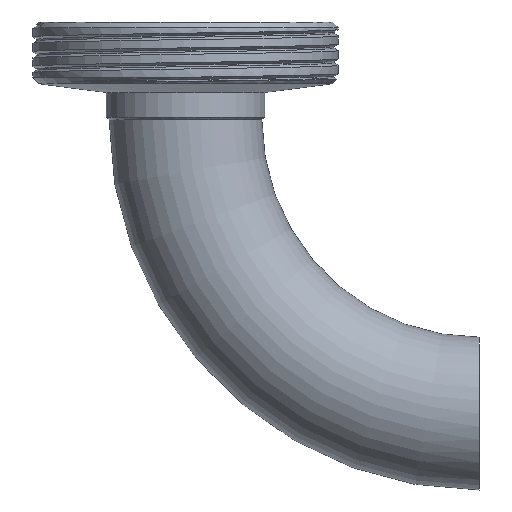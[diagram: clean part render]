
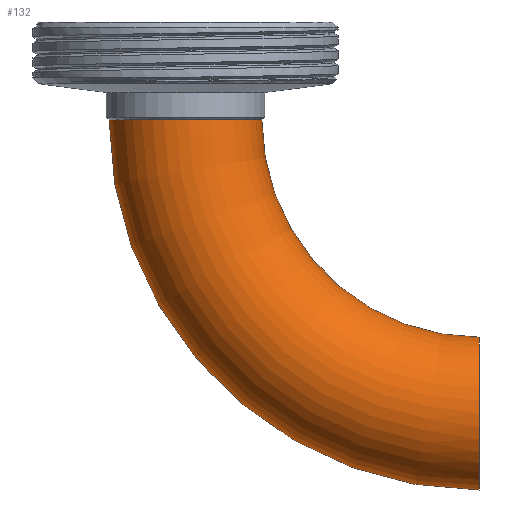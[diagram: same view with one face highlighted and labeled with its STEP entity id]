
A CAD part, front view. The second image highlights one B-rep face of the part: STEP entity #132.
In plain terms, the highlighted toroidal (fillet/blend) face has major radius 50 mm and minor radius 13 mm.
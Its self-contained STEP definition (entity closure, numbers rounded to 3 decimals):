
#74 = ORIENTED_EDGE ( 'NONE', *, *, #1202, .T. ) ;
#75 = CARTESIAN_POINT ( 'NONE',  ( -37., 0., -16.68 ) ) ;
#103 = AXIS2_PLACEMENT_3D ( 'NONE', #1036, #1723, #871 ) ;
#132 = ADVANCED_FACE ( 'NONE', ( #1711 ), #1175, .T. ) ;
#135 = CARTESIAN_POINT ( 'NONE',  ( -56.855, -11.054, -16.68 ) ) ;
#146 = CARTESIAN_POINT ( 'NONE',  ( -61.85, -5.363, -16.68 ) ) ;
#164 = CARTESIAN_POINT ( 'NONE',  ( -60.316, -7.923, -16.68 ) ) ;
#186 = CARTESIAN_POINT ( 'NONE',  ( -46.618, -12.581, -16.68 ) ) ;
#215 = DIRECTION ( 'NONE',  ( -1., 0., 0. ) ) ;
#226 = CARTESIAN_POINT ( 'NONE',  ( -37., 0., -16.68 ) ) ;
#308 = CARTESIAN_POINT ( 'NONE',  ( -63., -0.424, -16.68 ) ) ;
#319 = CARTESIAN_POINT ( 'NONE',  ( -62.583, -3.375, -16.68 ) ) ;
#335 = CARTESIAN_POINT ( 'NONE',  ( -38.737, -6.506, -16.68 ) ) ;
#341 = CIRCLE ( 'NONE', #1191, 63. ) ;
#347 = CARTESIAN_POINT ( 'NONE',  ( -54.172, -12.32, -16.68 ) ) ;
#357 = CARTESIAN_POINT ( 'NONE',  ( -51.683, -12.919, -16.68 ) ) ;
#368 = DIRECTION ( 'NONE',  ( 0., 0., 1. ) ) ;
#410 = CIRCLE ( 'NONE', #1653, 37. ) ;
#511 = CARTESIAN_POINT ( 'NONE',  ( -62.979, -0.848, -16.68 ) ) ;
#528 = VERTEX_POINT ( 'NONE', #736 ) ;
#550 = CARTESIAN_POINT ( 'NONE',  ( -37.105, -1.702, -16.68 ) ) ;
#562 = DIRECTION ( 'NONE',  ( 0., -1., 0. ) ) ;
#591 = ORIENTED_EDGE ( 'NONE', *, *, #2074, .F. ) ;
#638 = CARTESIAN_POINT ( 'NONE',  ( -40.198, -8.583, -16.68 ) ) ;
#647 = CARTESIAN_POINT ( 'NONE',  ( -52.94, -12.67, -16.68 ) ) ;
#660 = CARTESIAN_POINT ( 'NONE',  ( -53.358, -12.566, -16.68 ) ) ;
#672 = CARTESIAN_POINT ( 'NONE',  ( -37.662, -4.184, -16.68 ) ) ;
#696 = DIRECTION ( 'NONE',  ( 0., 0., -1. ) ) ;
#736 = CARTESIAN_POINT ( 'NONE',  ( 0., 0., -79.658 ) ) ;
#738 = CARTESIAN_POINT ( 'NONE',  ( 0., 0., -66.658 ) ) ;
#816 = CARTESIAN_POINT ( 'NONE',  ( -55.736, -11.674, -16.68 ) ) ;
#828 = CARTESIAN_POINT ( 'NONE',  ( -43.123, -11.04, -16.68 ) ) ;
#845 = CARTESIAN_POINT ( 'NONE',  ( -49.568, -13., -16.68 ) ) ;
#846 = VERTEX_POINT ( 'NONE', #75 ) ;
#858 = CARTESIAN_POINT ( 'NONE',  ( -59.483, -8.902, -16.68 ) ) ;
#867 = CARTESIAN_POINT ( 'NONE',  ( -44.628, -11.846, -16.68 ) ) ;
#871 = DIRECTION ( 'NONE',  ( 0., 0., -1. ) ) ;
#888 = CARTESIAN_POINT ( 'NONE',  ( 0., 0., -53.658 ) ) ;
#900 = CARTESIAN_POINT ( 'NONE',  ( -63., 0., -16.68 ) ) ;
#984 = CARTESIAN_POINT ( 'NONE',  ( -59.772, -8.584, -16.68 ) ) ;
#1002 = B_SPLINE_CURVE_WITH_KNOTS ( 'NONE', 3,
 ( #1176, #308, #511, #1867, #1032, #319, #1165, #146, #1189, #2050, #1153, #164, #984, #858, #1201, #1880, #135, #1889, #816, #1498, #347, #660, #647, #357, #1719, #845, #2181, #1337, #2013, #186, #1855, #867, #2169, #1349, #828, #1512, #1360, #638, #2026, #1527, #335, #1007, #2208, #672, #1021, #1708, #550, #1074, #2094, #226 ),
 .UNSPECIFIED., .F., .F.,
 ( 4, 2, 2, 2, 2, 1, 2, 2, 2, 2, 1, 2, 2, 2, 2, 2, 2, 2, 2, 2, 2, 2, 2, 2, 2, 4 ),
 ( 0.072, 0.074, 0.075, 0.077, 0.079, 0.08, 0.081, 0.083, 0.085, 0.086, 0.088, 0.089, 0.09, 0.093, 0.094, 0.095, 0.098, 0.099, 0.1, 0.103, 0.105, 0.107, 0.108, 0.111, 0.112, 0.113 ),
 .UNSPECIFIED. ) ;
#1007 = CARTESIAN_POINT ( 'NONE',  ( -38.335, -5.754, -16.68 ) ) ;
#1021 = CARTESIAN_POINT ( 'NONE',  ( -37.417, -3.374, -16.68 ) ) ;
#1032 = CARTESIAN_POINT ( 'NONE',  ( -62.832, -2.124, -16.68 ) ) ;
#1033 = ORIENTED_EDGE ( 'NONE', *, *, #2113, .T. ) ;
#1036 = CARTESIAN_POINT ( 'NONE',  ( 0., 0., -16.658 ) ) ;
#1055 = DIRECTION ( 'NONE',  ( 0., 0., -1. ) ) ;
#1074 = CARTESIAN_POINT ( 'NONE',  ( -37.021, -0.849, -16.68 ) ) ;
#1153 = CARTESIAN_POINT ( 'NONE',  ( -60.824, -7.238, -16.68 ) ) ;
#1165 = CARTESIAN_POINT ( 'NONE',  ( -62.338, -4.184, -16.68 ) ) ;
#1175 = TOROIDAL_SURFACE ( 'NONE', #103, 50., 13. ) ;
#1176 = CARTESIAN_POINT ( 'NONE',  ( -63., 0., -16.68 ) ) ;
#1189 = CARTESIAN_POINT ( 'NONE',  ( -61.666, -5.752, -16.68 ) ) ;
#1191 = AXIS2_PLACEMENT_3D ( 'NONE', #1212, #562, #696 ) ;
#1201 = CARTESIAN_POINT ( 'NONE',  ( -58.58, -9.804, -16.68 ) ) ;
#1202 = EDGE_CURVE ( 'NONE', #1706, #528, #341, .T. ) ;
#1212 = CARTESIAN_POINT ( 'NONE',  ( 0., 0., -16.658 ) ) ;
#1285 = ORIENTED_EDGE ( 'NONE', *, *, #2089, .F. ) ;
#1289 = EDGE_LOOP ( 'NONE', ( #591, #74, #1033, #1285 ) ) ;
#1337 = CARTESIAN_POINT ( 'NONE',  ( -48.291, -12.894, -16.68 ) ) ;
#1349 = CARTESIAN_POINT ( 'NONE',  ( -43.487, -11.259, -16.68 ) ) ;
#1360 = CARTESIAN_POINT ( 'NONE',  ( -41.412, -9.797, -16.68 ) ) ;
#1498 = CARTESIAN_POINT ( 'NONE',  ( -54.97, -12.035, -16.68 ) ) ;
#1512 = CARTESIAN_POINT ( 'NONE',  ( -42.068, -10.334, -16.68 ) ) ;
#1514 = CIRCLE ( 'NONE', #1947, 13. ) ;
#1527 = CARTESIAN_POINT ( 'NONE',  ( -38.955, -6.87, -16.68 ) ) ;
#1592 = CARTESIAN_POINT ( 'NONE',  ( 0., 0., -16.658 ) ) ;
#1653 = AXIS2_PLACEMENT_3D ( 'NONE', #1592, #1901, #1055 ) ;
#1706 = VERTEX_POINT ( 'NONE', #900 ) ;
#1708 = CARTESIAN_POINT ( 'NONE',  ( -37.168, -2.125, -16.68 ) ) ;
#1711 = FACE_OUTER_BOUND ( 'NONE', #1289, .T. ) ;
#1719 = CARTESIAN_POINT ( 'NONE',  ( -50.84, -13., -16.68 ) ) ;
#1723 = DIRECTION ( 'NONE',  ( 0., -1., 0. ) ) ;
#1855 = CARTESIAN_POINT ( 'NONE',  ( -45.809, -12.335, -16.68 ) ) ;
#1867 = CARTESIAN_POINT ( 'NONE',  ( -62.896, -1.699, -16.68 ) ) ;
#1880 = CARTESIAN_POINT ( 'NONE',  ( -57.923, -10.342, -16.68 ) ) ;
#1889 = CARTESIAN_POINT ( 'NONE',  ( -56.486, -11.274, -16.68 ) ) ;
#1901 = DIRECTION ( 'NONE',  ( 0., -1., 0. ) ) ;
#1947 = AXIS2_PLACEMENT_3D ( 'NONE', #738, #215, #368 ) ;
#2013 = CARTESIAN_POINT ( 'NONE',  ( -47.867, -12.831, -16.68 ) ) ;
#2026 = CARTESIAN_POINT ( 'NONE',  ( -39.661, -7.926, -16.68 ) ) ;
#2050 = CARTESIAN_POINT ( 'NONE',  ( -61.263, -6.507, -16.68 ) ) ;
#2074 = EDGE_CURVE ( 'NONE', #1706, #846, #1002, .T. ) ;
#2089 = EDGE_CURVE ( 'NONE', #846, #2107, #410, .T. ) ;
#2094 = CARTESIAN_POINT ( 'NONE',  ( -37., -0.424, -16.68 ) ) ;
#2107 = VERTEX_POINT ( 'NONE', #888 ) ;
#2113 = EDGE_CURVE ( 'NONE', #528, #2107, #1514, .T. ) ;
#2169 = CARTESIAN_POINT ( 'NONE',  ( -44.239, -11.662, -16.68 ) ) ;
#2181 = CARTESIAN_POINT ( 'NONE',  ( -49.143, -12.979, -16.68 ) ) ;
#2208 = CARTESIAN_POINT ( 'NONE',  ( -38.151, -5.365, -16.68 ) ) ;
